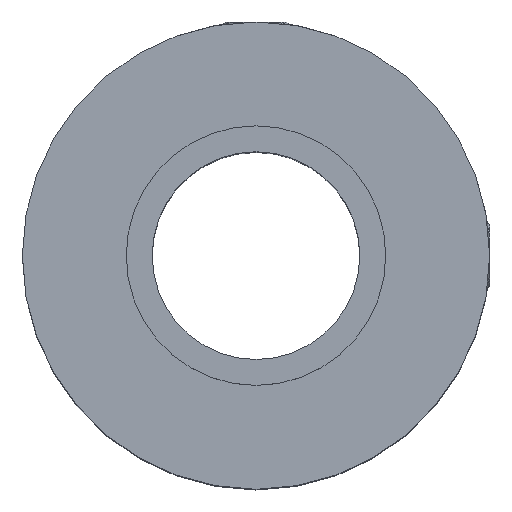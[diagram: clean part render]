
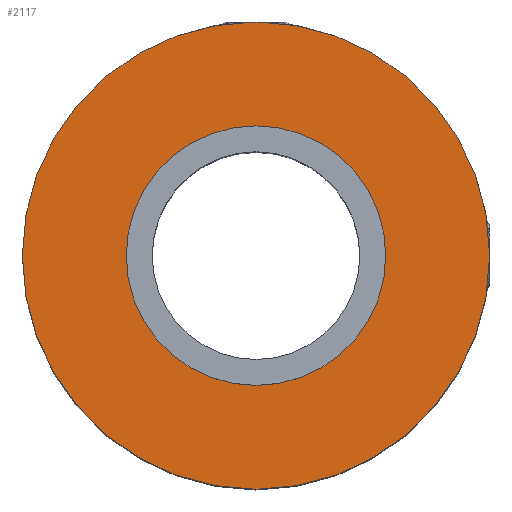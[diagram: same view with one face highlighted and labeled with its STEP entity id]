
A CAD part, top view. The second image highlights one B-rep face of the part: STEP entity #2117.
In plain terms, the highlighted planar face has unit normal (0, 0, 1).
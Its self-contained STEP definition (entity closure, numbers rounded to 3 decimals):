
#102=PLANE('',#2323);
#125=CIRCLE('',#2189,9.);
#128=CIRCLE('',#2194,4.);
#203=FACE_BOUND('',#469,.T.);
#337=FACE_OUTER_BOUND('',#468,.T.);
#468=EDGE_LOOP('',(#1950));
#469=EDGE_LOOP('',(#1951));
#957=VERTEX_POINT('',#3110);
#963=VERTEX_POINT('',#3252);
#1155=EDGE_CURVE('',#957,#957,#125,.T.);
#1162=EDGE_CURVE('',#963,#963,#128,.T.);
#1950=ORIENTED_EDGE('',*,*,#1155,.T.);
#1951=ORIENTED_EDGE('',*,*,#1162,.T.);
#2117=ADVANCED_FACE('',(#337,#203),#102,.T.);
#2189=AXIS2_PLACEMENT_3D('',#3111,#2383,#2384);
#2194=AXIS2_PLACEMENT_3D('',#3253,#2394,#2395);
#2323=AXIS2_PLACEMENT_3D('',#3745,#2852,#2853);
#2383=DIRECTION('center_axis',(0.,0.,1.));
#2384=DIRECTION('ref_axis',(-1.,0.,0.));
#2394=DIRECTION('center_axis',(0.,0.,-1.));
#2395=DIRECTION('ref_axis',(-1.,0.,0.));
#2852=DIRECTION('center_axis',(0.,0.,1.));
#2853=DIRECTION('ref_axis',(1.,0.,0.));
#3110=CARTESIAN_POINT('',(9.,0.,3.75));
#3111=CARTESIAN_POINT('Origin',(0.,0.,3.75));
#3252=CARTESIAN_POINT('',(4.,0.,3.75));
#3253=CARTESIAN_POINT('Origin',(0.,0.,3.75));
#3745=CARTESIAN_POINT('Origin',(0.,0.,3.75));
